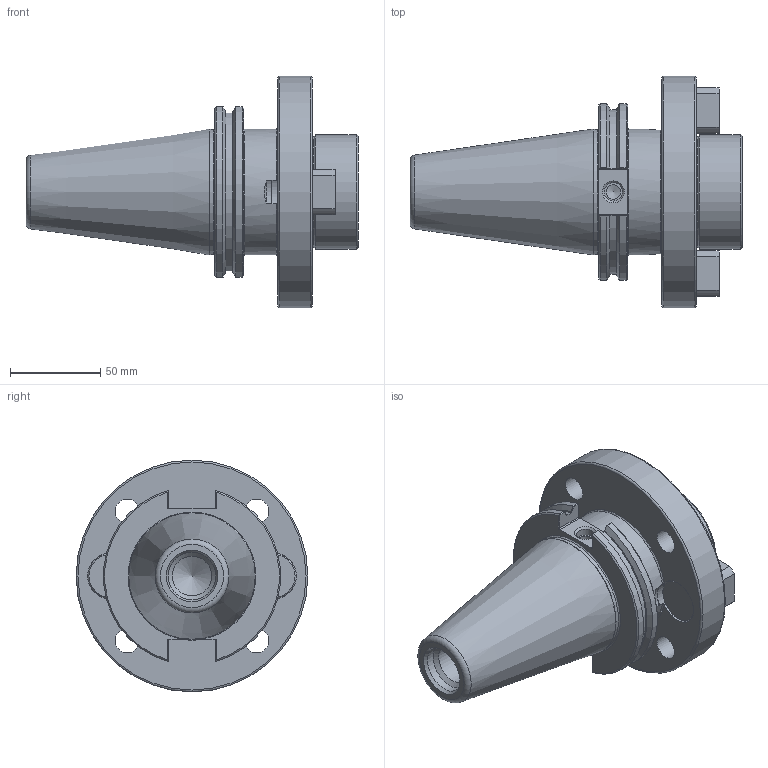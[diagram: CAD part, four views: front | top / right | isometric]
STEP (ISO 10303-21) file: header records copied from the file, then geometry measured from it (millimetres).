
FILE_DESCRIPTION((''),'2;1');
FILE_NAME('C50-25FM1.stp','2015-03-26T15:32:44',('blaste'),(''),'Autodesk Inventor 2012','Autodesk Inventor 2012','');
FILE_SCHEMA(('AUTOMOTIVE_DESIGN { 1 0 10303 214 1 1 1 1 }'));
Length unit declared in the file: inch
Products named in the file (3): C50-25FM1; C50-25FM1-1; 25KY
Assembly tree (3 placements, depth 2):
  C50-25FM1
    C50-25FM1-1
    25KY  x2
Bounding box: 184.15 x 128.55 x 128.55 mm (x, y, z)
Volume: 732501.7 mm3; surface area: 88312.4 mm2
Topology: 3 solids, 3 shells, 143 faces, 376 edges, 241 vertices
Faces by surface type: plane 50, cylinder 46, cone 30, torus 9, bspline 8
Full cylindrical faces by diameter (mm): 2.778 x1, 8 x1, 10.135 x1, 13.386 x4, 21.971 x1, 25.387 x2, 25.397 x2, 26.365 x1, 61.976 x1, 63.5 x1, 69.342 x1, 69.85 x1, 128.549 x1
Entity records: 4829 total; most frequent: CARTESIAN_POINT 1712, DIRECTION 594, ORIENTED_EDGE 588, EDGE_CURVE 294, AXIS2_PLACEMENT_3D 244, VERTEX_POINT 208, EDGE_LOOP 182, FACE_OUTER_BOUND 130
